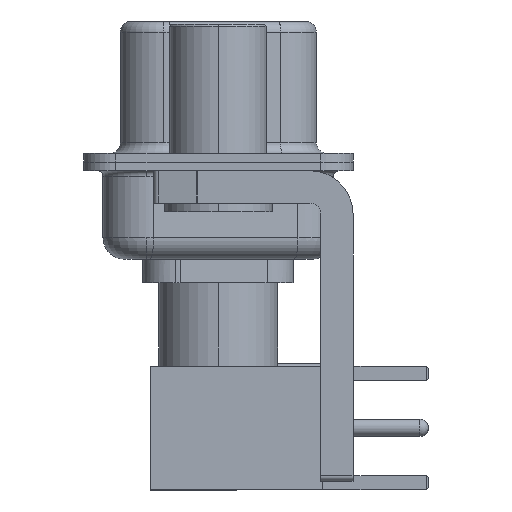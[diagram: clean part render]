
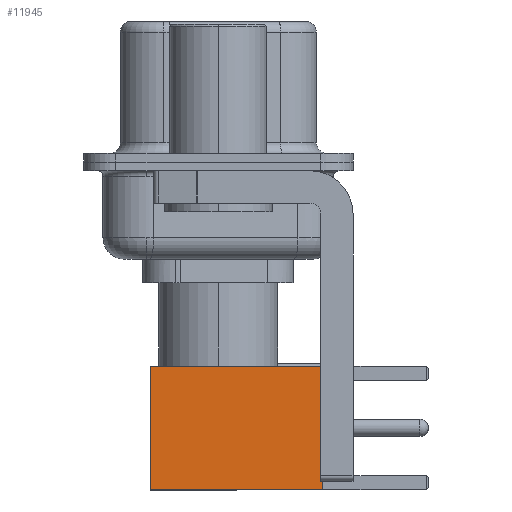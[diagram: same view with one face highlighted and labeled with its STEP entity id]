
A CAD part, left-side view. The second image highlights one B-rep face of the part: STEP entity #11945.
In plain terms, the highlighted face is planar.
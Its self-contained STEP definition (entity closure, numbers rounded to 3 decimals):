
#97 = VECTOR ( 'NONE', #4017, 1000. ) ;
#99 = EDGE_CURVE ( 'NONE', #7380, #12165, #11042, .T. ) ;
#1070 = CARTESIAN_POINT ( 'NONE',  ( 2.875, 2.875, 0. ) ) ;
#3176 = VECTOR ( 'NONE', #3535, 1000. ) ;
#3535 = DIRECTION ( 'NONE',  ( -1., 0., 0. ) ) ;
#4017 = DIRECTION ( 'NONE',  ( 0., 0., -1. ) ) ;
#4227 = DIRECTION ( 'NONE',  ( 0., 0., -1. ) ) ;
#4369 = VECTOR ( 'NONE', #4227, 1000. ) ;
#6473 = VECTOR ( 'NONE', #16087, 1000. ) ;
#6832 = CARTESIAN_POINT ( 'NONE',  ( -2.875, 2.875, 0. ) ) ;
#7380 = VERTEX_POINT ( 'NONE', #1070 ) ;
#9924 = CARTESIAN_POINT ( 'NONE',  ( 2.875, 2.875, 8. ) ) ;
#11042 = LINE ( 'NONE', #23911, #6473 ) ;
#11945 = ADVANCED_FACE ( 'NONE', ( #18470 ), #21233, .T. ) ;
#11958 = LINE ( 'NONE', #28269, #97 ) ;
#12165 = VERTEX_POINT ( 'NONE', #21007 ) ;
#12785 = EDGE_CURVE ( 'NONE', #30228, #7380, #11958, .T. ) ;
#13573 = CARTESIAN_POINT ( 'NONE',  ( 2.875, 2.875, 0. ) ) ;
#14439 = LINE ( 'NONE', #6832, #4369 ) ;
#15837 = DIRECTION ( 'NONE',  ( 0., 1., 0. ) ) ;
#16013 = DIRECTION ( 'NONE',  ( 0., 0., 1. ) ) ;
#16087 = DIRECTION ( 'NONE',  ( -1., 0., 0. ) ) ;
#16236 = ORIENTED_EDGE ( 'NONE', *, *, #12785, .T. ) ;
#16582 = ORIENTED_EDGE ( 'NONE', *, *, #99, .T. ) ;
#17513 = LINE ( 'NONE', #27083, #3176 ) ;
#17659 = ORIENTED_EDGE ( 'NONE', *, *, #26425, .F. ) ;
#18470 = FACE_OUTER_BOUND ( 'NONE', #19660, .T. ) ;
#18522 = VERTEX_POINT ( 'NONE', #21843 ) ;
#18809 = AXIS2_PLACEMENT_3D ( 'NONE', #13573, #15837, #16013 ) ;
#19660 = EDGE_LOOP ( 'NONE', ( #16236, #16582, #17659, #22322 ) ) ;
#21007 = CARTESIAN_POINT ( 'NONE',  ( -2.875, 2.875, 0. ) ) ;
#21233 = PLANE ( 'NONE',  #18809 ) ;
#21843 = CARTESIAN_POINT ( 'NONE',  ( -2.875, 2.875, 8. ) ) ;
#22322 = ORIENTED_EDGE ( 'NONE', *, *, #23784, .F. ) ;
#23784 = EDGE_CURVE ( 'NONE', #30228, #18522, #17513, .T. ) ;
#23911 = CARTESIAN_POINT ( 'NONE',  ( 0., 2.875, 0. ) ) ;
#26425 = EDGE_CURVE ( 'NONE', #18522, #12165, #14439, .T. ) ;
#27083 = CARTESIAN_POINT ( 'NONE',  ( 0., 2.875, 8. ) ) ;
#28269 = CARTESIAN_POINT ( 'NONE',  ( 2.875, 2.875, 0. ) ) ;
#30228 = VERTEX_POINT ( 'NONE', #9924 ) ;
